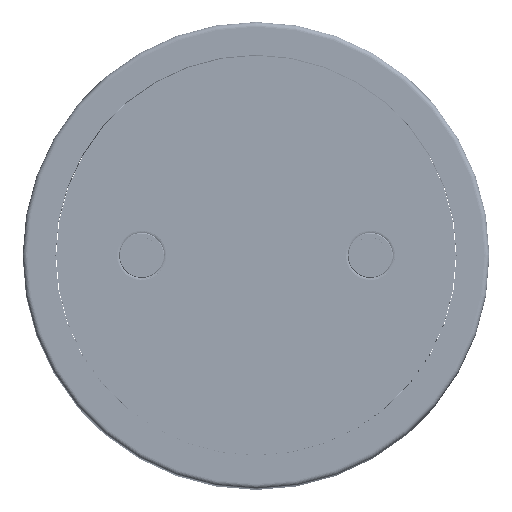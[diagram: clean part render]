
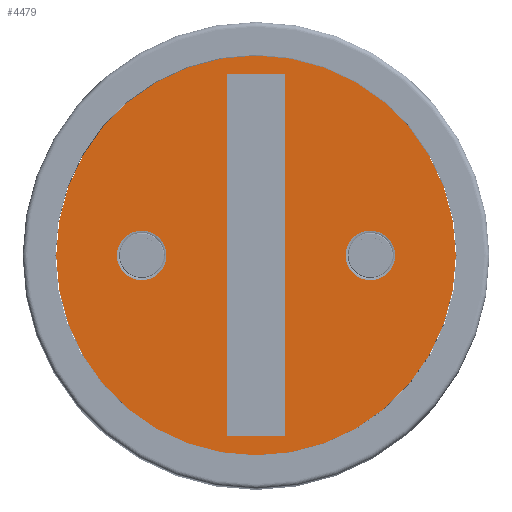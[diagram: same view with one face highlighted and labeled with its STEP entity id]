
A CAD part, top view. The second image highlights one B-rep face of the part: STEP entity #4479.
In plain terms, the highlighted planar face has unit normal (0, 0, 1).
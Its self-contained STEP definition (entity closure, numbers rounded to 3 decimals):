
#699=PLANE('',#43197);
#4479=ADVANCED_FACE('',(#6421,#6422,#6423,#6424),#699,.F.);
#6421=FACE_BOUND('',#7643,.T.);
#6422=FACE_BOUND('',#7644,.T.);
#6423=FACE_BOUND('',#7645,.T.);
#6424=FACE_BOUND('',#7646,.T.);
#7643=EDGE_LOOP('',(#21159));
#7644=EDGE_LOOP('',(#21160));
#7645=EDGE_LOOP('',(#21161));
#7646=EDGE_LOOP('',(#21162,#21163,#21164,#21165));
#10895=LINE('',#60653,#15227);
#10896=LINE('',#60656,#15228);
#10897=LINE('',#60658,#15229);
#10898=LINE('',#60660,#15230);
#15227=VECTOR('',#48696,1.);
#15228=VECTOR('',#48697,1.);
#15229=VECTOR('',#48698,1.);
#15230=VECTOR('',#48699,1.);
#21159=ORIENTED_EDGE('',*,*,#36093,.T.);
#21160=ORIENTED_EDGE('',*,*,#36094,.T.);
#21161=ORIENTED_EDGE('',*,*,#36095,.F.);
#21162=ORIENTED_EDGE('',*,*,#36096,.F.);
#21163=ORIENTED_EDGE('',*,*,#36097,.F.);
#21164=ORIENTED_EDGE('',*,*,#36098,.F.);
#21165=ORIENTED_EDGE('',*,*,#36099,.F.);
#31507=VERTEX_POINT('',#60648);
#31508=VERTEX_POINT('',#60650);
#31509=VERTEX_POINT('',#60652);
#31510=VERTEX_POINT('',#60654);
#31511=VERTEX_POINT('',#60655);
#31512=VERTEX_POINT('',#60657);
#31513=VERTEX_POINT('',#60659);
#36093=EDGE_CURVE('',#31507,#31507,#41127,.T.);
#36094=EDGE_CURVE('',#31508,#31508,#41128,.T.);
#36095=EDGE_CURVE('',#31509,#31509,#41129,.T.);
#36096=EDGE_CURVE('',#31510,#31511,#10895,.T.);
#36097=EDGE_CURVE('',#31512,#31510,#10896,.T.);
#36098=EDGE_CURVE('',#31513,#31512,#10897,.T.);
#36099=EDGE_CURVE('',#31511,#31513,#10898,.T.);
#41127=CIRCLE('',#43194,2.6);
#41128=CIRCLE('',#43195,2.6);
#41129=CIRCLE('',#43196,20.975);
#43194=AXIS2_PLACEMENT_3D('',#60647,#48690,#48691);
#43195=AXIS2_PLACEMENT_3D('',#60649,#48692,#48693);
#43196=AXIS2_PLACEMENT_3D('',#60651,#48694,#48695);
#43197=AXIS2_PLACEMENT_3D('',#60661,#48700,#48701);
#48690=DIRECTION('',(0.,0.,-1.));
#48691=DIRECTION('',(-1.,0.,0.));
#48692=DIRECTION('',(0.,0.,-1.));
#48693=DIRECTION('',(-1.,0.,0.));
#48694=DIRECTION('',(0.,0.,-1.));
#48695=DIRECTION('',(1.,0.,0.));
#48696=DIRECTION('',(0.,1.,0.));
#48697=DIRECTION('',(1.,0.,0.));
#48698=DIRECTION('',(0.,-1.,0.));
#48699=DIRECTION('',(-1.,0.,0.));
#48700=DIRECTION('',(0.,0.,-1.));
#48701=DIRECTION('',(-1.,0.,0.));
#60647=CARTESIAN_POINT('',(18.36,7.287,75.));
#60648=CARTESIAN_POINT('',(15.76,7.287,75.));
#60649=CARTESIAN_POINT('',(-5.64,7.287,75.));
#60650=CARTESIAN_POINT('',(-8.24,7.287,75.));
#60651=CARTESIAN_POINT('',(6.36,7.287,75.));
#60652=CARTESIAN_POINT('',(27.335,7.287,75.));
#60653=CARTESIAN_POINT('',(9.36,-11.713,75.));
#60654=CARTESIAN_POINT('',(9.36,-11.713,75.));
#60655=CARTESIAN_POINT('',(9.36,26.287,75.));
#60656=CARTESIAN_POINT('',(3.36,-11.713,75.));
#60657=CARTESIAN_POINT('',(3.36,-11.713,75.));
#60658=CARTESIAN_POINT('',(3.36,26.287,75.));
#60659=CARTESIAN_POINT('',(3.36,26.287,75.));
#60660=CARTESIAN_POINT('',(9.36,26.287,75.));
#60661=CARTESIAN_POINT('',(6.36,7.287,75.));
